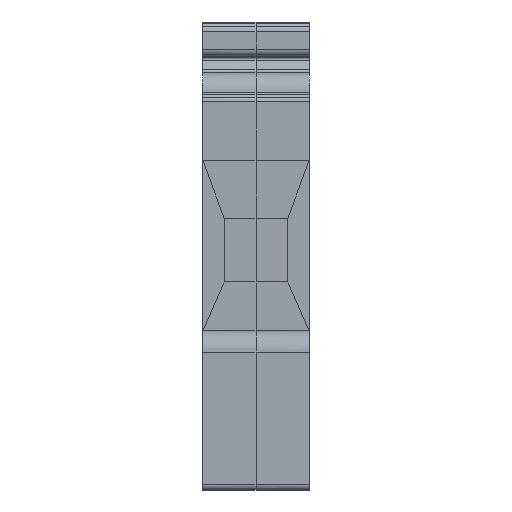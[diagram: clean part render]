
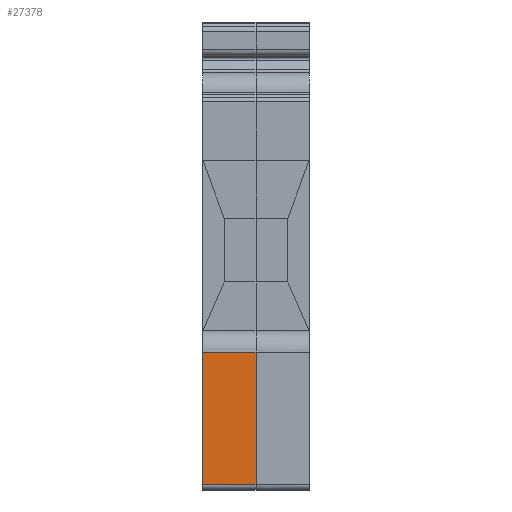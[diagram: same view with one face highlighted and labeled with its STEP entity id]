
A CAD part, left-side view. The second image highlights one B-rep face of the part: STEP entity #27378.
In plain terms, the highlighted planar face has unit normal (-1, 0, 0).
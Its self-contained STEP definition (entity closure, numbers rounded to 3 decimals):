
#790 = CARTESIAN_POINT ( 'NONE',  ( -45., 5., 9.9 ) ) ;
#1024 = LINE ( 'NONE', #32671, #20618 ) ;
#3339 = EDGE_CURVE ( 'NONE', #27628, #11808, #28042, .T. ) ;
#3866 = CARTESIAN_POINT ( 'NONE',  ( -45., 10., 9.9 ) ) ;
#3896 = LINE ( 'NONE', #12962, #16858 ) ;
#4165 = EDGE_CURVE ( 'NONE', #11808, #22140, #3896, .T. ) ;
#4310 = DIRECTION ( 'NONE',  ( 1., 0., 0. ) ) ;
#6151 = VECTOR ( 'NONE', #16463, 1000. ) ;
#7238 = CARTESIAN_POINT ( 'NONE',  ( -45., 5., -2.6 ) ) ;
#7461 = ORIENTED_EDGE ( 'NONE', *, *, #23727, .T. ) ;
#7598 = AXIS2_PLACEMENT_3D ( 'NONE', #32998, #4310, #10639 ) ;
#7868 = CARTESIAN_POINT ( 'NONE',  ( -45., 5., 9.9 ) ) ;
#10028 = DIRECTION ( 'NONE',  ( 0., -1., 0. ) ) ;
#10614 = ORIENTED_EDGE ( 'NONE', *, *, #3339, .F. ) ;
#10639 = DIRECTION ( 'NONE',  ( 0., 0., -1. ) ) ;
#11436 = CARTESIAN_POINT ( 'NONE',  ( -45., 10., 9.9 ) ) ;
#11708 = ORIENTED_EDGE ( 'NONE', *, *, #4165, .F. ) ;
#11808 = VERTEX_POINT ( 'NONE', #3866 ) ;
#12093 = DIRECTION ( 'NONE',  ( 0., 0., 1. ) ) ;
#12962 = CARTESIAN_POINT ( 'NONE',  ( -45., 10., 9.9 ) ) ;
#14518 = EDGE_LOOP ( 'NONE', ( #16923, #7461, #11708, #10614 ) ) ;
#15377 = EDGE_CURVE ( 'NONE', #27628, #23306, #1024, .T. ) ;
#16463 = DIRECTION ( 'NONE',  ( 0., 0., 1. ) ) ;
#16858 = VECTOR ( 'NONE', #10028, 1000. ) ;
#16923 = ORIENTED_EDGE ( 'NONE', *, *, #15377, .T. ) ;
#18485 = DIRECTION ( 'NONE',  ( 0., -1., 0. ) ) ;
#18583 = VECTOR ( 'NONE', #12093, 1000. ) ;
#18996 = PLANE ( 'NONE',  #7598 ) ;
#20618 = VECTOR ( 'NONE', #18485, 1000. ) ;
#22140 = VERTEX_POINT ( 'NONE', #7868 ) ;
#23306 = VERTEX_POINT ( 'NONE', #7238 ) ;
#23727 = EDGE_CURVE ( 'NONE', #23306, #22140, #26281, .T. ) ;
#25675 = CARTESIAN_POINT ( 'NONE',  ( -45., 10., -2.6 ) ) ;
#26281 = LINE ( 'NONE', #790, #18583 ) ;
#27378 = ADVANCED_FACE ( 'NONE', ( #35786 ), #18996, .F. ) ;
#27628 = VERTEX_POINT ( 'NONE', #25675 ) ;
#28042 = LINE ( 'NONE', #11436, #6151 ) ;
#32671 = CARTESIAN_POINT ( 'NONE',  ( -45., 10., -2.6 ) ) ;
#32998 = CARTESIAN_POINT ( 'NONE',  ( -45., 10., 9.9 ) ) ;
#35786 = FACE_OUTER_BOUND ( 'NONE', #14518, .T. ) ;
